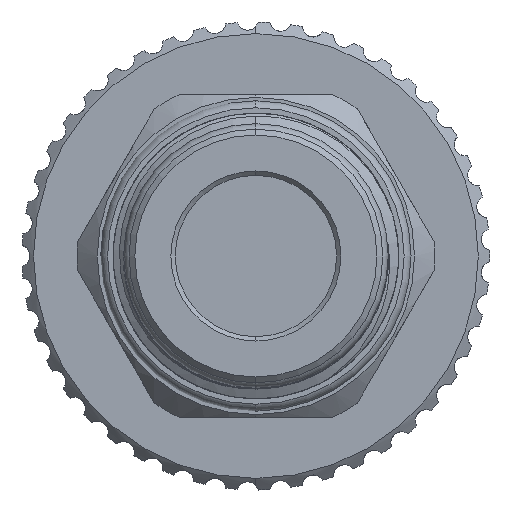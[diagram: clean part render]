
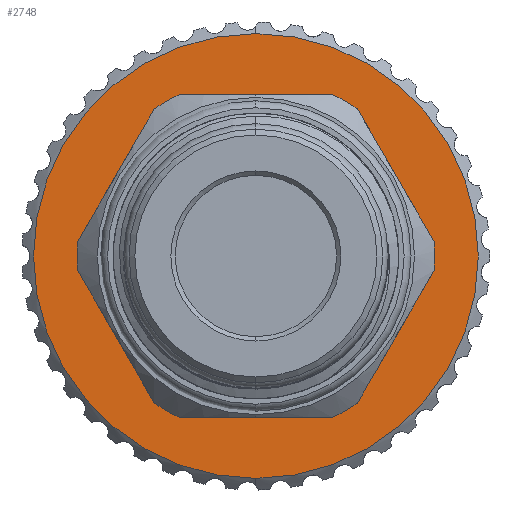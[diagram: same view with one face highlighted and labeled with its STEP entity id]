
A CAD part, left-side view. The second image highlights one B-rep face of the part: STEP entity #2748.
In plain terms, the highlighted planar face has unit normal (-1, 0, 0).
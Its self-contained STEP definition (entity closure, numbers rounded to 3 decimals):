
#317 = DIRECTION ( 'NONE',  ( 1., 0., 0. ) ) ;
#1032 = ORIENTED_EDGE ( 'NONE', *, *, #1434, .F. ) ;
#1065 = DIRECTION ( 'NONE',  ( 0., -0.866, 0.5 ) ) ;
#1283 = ORIENTED_EDGE ( 'NONE', *, *, #7623, .F. ) ;
#1434 = EDGE_CURVE ( 'NONE', #11728, #23109, #21699, .T. ) ;
#1573 = DIRECTION ( 'NONE',  ( -1., 0., 0. ) ) ;
#1682 = DIRECTION ( 'NONE',  ( 0., 0., 1. ) ) ;
#1697 = DIRECTION ( 'NONE',  ( 0., -0.866, -0.5 ) ) ;
#1924 = ORIENTED_EDGE ( 'NONE', *, *, #26385, .T. ) ;
#2344 = CARTESIAN_POINT ( 'NONE',  ( 49., -6.979, 4.21 ) ) ;
#2407 = FACE_BOUND ( 'NONE', #5405, .T. ) ;
#2566 = LINE ( 'NONE', #9958, #4579 ) ;
#2748 = ADVANCED_FACE ( 'NONE', ( #14033, #2407 ), #15080, .F. ) ;
#2790 = CARTESIAN_POINT ( 'NONE',  ( 49., 0., 15.3 ) ) ;
#3113 = VECTOR ( 'NONE', #1065, 1000. ) ;
#3212 = VECTOR ( 'NONE', #12398, 1000. ) ;
#3390 = VERTEX_POINT ( 'NONE', #22343 ) ;
#3698 = DIRECTION ( 'NONE',  ( 0., 0., -1. ) ) ;
#3862 = AXIS2_PLACEMENT_3D ( 'NONE', #6988, #20647, #12513 ) ;
#4033 = DIRECTION ( 'NONE',  ( -1., 0., 0. ) ) ;
#4063 = DIRECTION ( 'NONE',  ( 0., 0., 1. ) ) ;
#4521 = EDGE_CURVE ( 'NONE', #23109, #23001, #9029, .T. ) ;
#4579 = VECTOR ( 'NONE', #24722, 1000. ) ;
#4839 = VERTEX_POINT ( 'NONE', #6998 ) ;
#5125 = EDGE_CURVE ( 'NONE', #12953, #11728, #14313, .T. ) ;
#5216 = VECTOR ( 'NONE', #15245, 1000. ) ;
#5251 = ORIENTED_EDGE ( 'NONE', *, *, #6142, .F. ) ;
#5300 = AXIS2_PLACEMENT_3D ( 'NONE', #7770, #18211, #20323 ) ;
#5405 = EDGE_LOOP ( 'NONE', ( #24456, #1283, #6786, #16443, #18898, #26498, #27181, #11133, #20214, #5251, #16841, #27213, #1032 ) ) ;
#5645 = CARTESIAN_POINT ( 'NONE',  ( 49., 7.135, -4.119 ) ) ;
#6142 = EDGE_CURVE ( 'NONE', #19961, #19712, #9166, .T. ) ;
#6534 = CARTESIAN_POINT ( 'NONE',  ( 49., -6.979, -4.21 ) ) ;
#6567 = VERTEX_POINT ( 'NONE', #11948 ) ;
#6614 = DIRECTION ( 'NONE',  ( 0., 0., 1. ) ) ;
#6786 = ORIENTED_EDGE ( 'NONE', *, *, #18196, .F. ) ;
#6860 = CARTESIAN_POINT ( 'NONE',  ( 49., 0., -8.15 ) ) ;
#6988 = CARTESIAN_POINT ( 'NONE',  ( 49., 0., 0. ) ) ;
#6998 = CARTESIAN_POINT ( 'NONE',  ( 49., 0.156, -8.148 ) ) ;
#7047 = CIRCLE ( 'NONE', #26268, 15.3 ) ;
#7455 = CARTESIAN_POINT ( 'NONE',  ( 49., -7.135, 4.119 ) ) ;
#7486 = AXIS2_PLACEMENT_3D ( 'NONE', #8417, #18751, #4063 ) ;
#7623 = EDGE_CURVE ( 'NONE', #21619, #12953, #9424, .T. ) ;
#7770 = CARTESIAN_POINT ( 'NONE',  ( 49., 0., 0. ) ) ;
#8294 = CIRCLE ( 'NONE', #9329, 8.15 ) ;
#8417 = CARTESIAN_POINT ( 'NONE',  ( 49., 0., 0. ) ) ;
#8975 = DIRECTION ( 'NONE',  ( 0., 0., -1. ) ) ;
#9029 = CIRCLE ( 'NONE', #3862, 8.15 ) ;
#9166 = CIRCLE ( 'NONE', #14898, 8.15 ) ;
#9329 = AXIS2_PLACEMENT_3D ( 'NONE', #24894, #1573, #24800 ) ;
#9424 = LINE ( 'NONE', #24288, #3113 ) ;
#9958 = CARTESIAN_POINT ( 'NONE',  ( 49., 0., 8.239 ) ) ;
#10164 = CARTESIAN_POINT ( 'NONE',  ( 49., 7.135, 3.939 ) ) ;
#10354 = CARTESIAN_POINT ( 'NONE',  ( 49., 0., -8.239 ) ) ;
#10475 = EDGE_CURVE ( 'NONE', #6567, #23558, #7047, .T. ) ;
#10690 = DIRECTION ( 'NONE',  ( -1., 0., 0. ) ) ;
#10943 = VERTEX_POINT ( 'NONE', #10164 ) ;
#10962 = CARTESIAN_POINT ( 'NONE',  ( 49., 0., 0. ) ) ;
#11133 = ORIENTED_EDGE ( 'NONE', *, *, #17723, .F. ) ;
#11592 = CARTESIAN_POINT ( 'NONE',  ( 49., 0., 0. ) ) ;
#11728 = VERTEX_POINT ( 'NONE', #19065 ) ;
#11948 = CARTESIAN_POINT ( 'NONE',  ( 49., 0., -15.3 ) ) ;
#12107 = CARTESIAN_POINT ( 'NONE',  ( 49., 0., 0. ) ) ;
#12346 = EDGE_LOOP ( 'NONE', ( #20159, #1924 ) ) ;
#12398 = DIRECTION ( 'NONE',  ( 0., 0., -1. ) ) ;
#12513 = DIRECTION ( 'NONE',  ( 0., 0., 1. ) ) ;
#12953 = VERTEX_POINT ( 'NONE', #6534 ) ;
#13254 = DIRECTION ( 'NONE',  ( -1., 0., 0. ) ) ;
#13522 = CARTESIAN_POINT ( 'NONE',  ( 49., 6.979, -4.21 ) ) ;
#13534 = LINE ( 'NONE', #10354, #13890 ) ;
#13803 = CIRCLE ( 'NONE', #26870, 15.3 ) ;
#13890 = VECTOR ( 'NONE', #1697, 1000. ) ;
#14033 = FACE_OUTER_BOUND ( 'NONE', #12346, .T. ) ;
#14087 = EDGE_CURVE ( 'NONE', #14342, #26476, #16570, .T. ) ;
#14313 = CIRCLE ( 'NONE', #15049, 8.15 ) ;
#14342 = VERTEX_POINT ( 'NONE', #22330 ) ;
#14504 = LINE ( 'NONE', #5645, #3212 ) ;
#14898 = AXIS2_PLACEMENT_3D ( 'NONE', #10962, #10690, #6614 ) ;
#14992 = EDGE_CURVE ( 'NONE', #26476, #4839, #13534, .T. ) ;
#15049 = AXIS2_PLACEMENT_3D ( 'NONE', #16728, #4033, #1682 ) ;
#15080 = PLANE ( 'NONE',  #25781 ) ;
#15245 = DIRECTION ( 'NONE',  ( 0., 0.866, -0.5 ) ) ;
#15258 = CARTESIAN_POINT ( 'NONE',  ( 49., 0.156, 8.148 ) ) ;
#15422 = VECTOR ( 'NONE', #24925, 1000. ) ;
#15685 = DIRECTION ( 'NONE',  ( 0., 0., 1. ) ) ;
#15693 = CIRCLE ( 'NONE', #25222, 8.15 ) ;
#16443 = ORIENTED_EDGE ( 'NONE', *, *, #21567, .F. ) ;
#16570 = CIRCLE ( 'NONE', #5300, 8.15 ) ;
#16728 = CARTESIAN_POINT ( 'NONE',  ( 49., 0., 0. ) ) ;
#16841 = ORIENTED_EDGE ( 'NONE', *, *, #26084, .F. ) ;
#17321 = VERTEX_POINT ( 'NONE', #6860 ) ;
#17723 = EDGE_CURVE ( 'NONE', #3390, #10943, #20298, .T. ) ;
#17884 = CARTESIAN_POINT ( 'NONE',  ( 49., -7.135, 3.939 ) ) ;
#18196 = EDGE_CURVE ( 'NONE', #17321, #21619, #15693, .T. ) ;
#18211 = DIRECTION ( 'NONE',  ( -1., 0., 0. ) ) ;
#18751 = DIRECTION ( 'NONE',  ( -1., 0., 0. ) ) ;
#18898 = ORIENTED_EDGE ( 'NONE', *, *, #14992, .F. ) ;
#19065 = CARTESIAN_POINT ( 'NONE',  ( 49., -7.135, -3.939 ) ) ;
#19233 = CARTESIAN_POINT ( 'NONE',  ( 49., -0.156, 8.148 ) ) ;
#19712 = VERTEX_POINT ( 'NONE', #15258 ) ;
#19961 = VERTEX_POINT ( 'NONE', #19233 ) ;
#20159 = ORIENTED_EDGE ( 'NONE', *, *, #10475, .T. ) ;
#20214 = ORIENTED_EDGE ( 'NONE', *, *, #25918, .F. ) ;
#20298 = CIRCLE ( 'NONE', #7486, 8.15 ) ;
#20323 = DIRECTION ( 'NONE',  ( 0., 0., 1. ) ) ;
#20647 = DIRECTION ( 'NONE',  ( -1., 0., 0. ) ) ;
#21567 = EDGE_CURVE ( 'NONE', #4839, #17321, #8294, .T. ) ;
#21619 = VERTEX_POINT ( 'NONE', #27028 ) ;
#21680 = DIRECTION ( 'NONE',  ( 0., 0., -1. ) ) ;
#21699 = LINE ( 'NONE', #7455, #15422 ) ;
#22330 = CARTESIAN_POINT ( 'NONE',  ( 49., 7.135, -3.939 ) ) ;
#22343 = CARTESIAN_POINT ( 'NONE',  ( 49., 6.979, 4.21 ) ) ;
#23001 = VERTEX_POINT ( 'NONE', #2344 ) ;
#23109 = VERTEX_POINT ( 'NONE', #17884 ) ;
#23558 = VERTEX_POINT ( 'NONE', #2790 ) ;
#24288 = CARTESIAN_POINT ( 'NONE',  ( 49., -7.135, -4.119 ) ) ;
#24456 = ORIENTED_EDGE ( 'NONE', *, *, #5125, .F. ) ;
#24722 = DIRECTION ( 'NONE',  ( 0., 0.866, 0.5 ) ) ;
#24800 = DIRECTION ( 'NONE',  ( 0., 0., 1. ) ) ;
#24894 = CARTESIAN_POINT ( 'NONE',  ( 49., 0., 0. ) ) ;
#24925 = DIRECTION ( 'NONE',  ( 0., 0., 1. ) ) ;
#25025 = EDGE_CURVE ( 'NONE', #10943, #14342, #14504, .T. ) ;
#25062 = LINE ( 'NONE', #26469, #5216 ) ;
#25222 = AXIS2_PLACEMENT_3D ( 'NONE', #11592, #26010, #15685 ) ;
#25577 = CARTESIAN_POINT ( 'NONE',  ( 49., 0., 0. ) ) ;
#25781 = AXIS2_PLACEMENT_3D ( 'NONE', #25577, #317, #8975 ) ;
#25918 = EDGE_CURVE ( 'NONE', #19712, #3390, #25062, .T. ) ;
#26010 = DIRECTION ( 'NONE',  ( -1., 0., 0. ) ) ;
#26081 = CARTESIAN_POINT ( 'NONE',  ( 49., 0., 0. ) ) ;
#26084 = EDGE_CURVE ( 'NONE', #23001, #19961, #2566, .T. ) ;
#26268 = AXIS2_PLACEMENT_3D ( 'NONE', #12107, #26898, #3698 ) ;
#26385 = EDGE_CURVE ( 'NONE', #23558, #6567, #13803, .T. ) ;
#26469 = CARTESIAN_POINT ( 'NONE',  ( 49., 7.135, 4.119 ) ) ;
#26476 = VERTEX_POINT ( 'NONE', #13522 ) ;
#26498 = ORIENTED_EDGE ( 'NONE', *, *, #14087, .F. ) ;
#26870 = AXIS2_PLACEMENT_3D ( 'NONE', #26081, #13254, #21680 ) ;
#26898 = DIRECTION ( 'NONE',  ( -1., 0., 0. ) ) ;
#27028 = CARTESIAN_POINT ( 'NONE',  ( 49., -0.156, -8.148 ) ) ;
#27181 = ORIENTED_EDGE ( 'NONE', *, *, #25025, .F. ) ;
#27213 = ORIENTED_EDGE ( 'NONE', *, *, #4521, .F. ) ;
